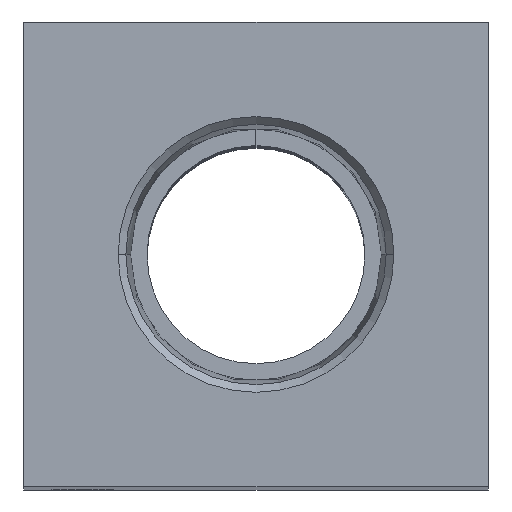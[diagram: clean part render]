
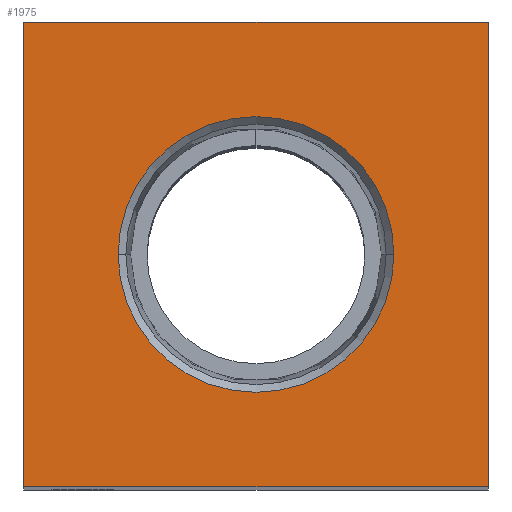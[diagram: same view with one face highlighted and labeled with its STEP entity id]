
A CAD part, top view. The second image highlights one B-rep face of the part: STEP entity #1975.
In plain terms, the highlighted planar face has unit normal (0, 0, 1).
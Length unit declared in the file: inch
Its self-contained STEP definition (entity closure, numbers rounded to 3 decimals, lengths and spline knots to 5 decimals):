
#15 = CARTESIAN_POINT ( 'NONE',  ( -0.75, -0.75, 2.875 ) ) ;
#67 = LINE ( 'NONE', #2732, #553 ) ;
#72 = CARTESIAN_POINT ( 'NONE',  ( -0.75, -0.75, 2.875 ) ) ;
#118 = DIRECTION ( 'NONE',  ( -1., 0., 0. ) ) ;
#151 = AXIS2_PLACEMENT_3D ( 'NONE', #2111, #2326, #1042 ) ;
#165 = EDGE_CURVE ( 'NONE', #2443, #471, #2219, .T. ) ;
#181 = EDGE_LOOP ( 'NONE', ( #2063, #2178 ) ) ;
#223 = VERTEX_POINT ( 'NONE', #1846 ) ;
#259 = DIRECTION ( 'NONE',  ( 0., 1., 0. ) ) ;
#469 = DIRECTION ( 'NONE',  ( 1., 0., 0. ) ) ;
#471 = VERTEX_POINT ( 'NONE', #711 ) ;
#477 = CARTESIAN_POINT ( 'NONE',  ( 0.75, -0.75, 2.875 ) ) ;
#553 = VECTOR ( 'NONE', #118, 39.37008 ) ;
#558 = EDGE_CURVE ( 'NONE', #223, #1399, #1723, .T. ) ;
#604 = ORIENTED_EDGE ( 'NONE', *, *, #2757, .T. ) ;
#711 = CARTESIAN_POINT ( 'NONE',  ( 0.44487, 0., 2.875 ) ) ;
#873 = CARTESIAN_POINT ( 'NONE',  ( -0.75, 0.75, 2.875 ) ) ;
#1042 = DIRECTION ( 'NONE',  ( 1., 0., 0. ) ) ;
#1095 = CARTESIAN_POINT ( 'NONE',  ( 0.75, 0.75, 2.875 ) ) ;
#1328 = EDGE_CURVE ( 'NONE', #471, #2443, #2416, .T. ) ;
#1399 = VERTEX_POINT ( 'NONE', #1095 ) ;
#1498 = PLANE ( 'NONE',  #151 ) ;
#1564 = EDGE_LOOP ( 'NONE', ( #604, #2690, #1895, #2020 ) ) ;
#1700 = VECTOR ( 'NONE', #469, 39.37008 ) ;
#1705 = VERTEX_POINT ( 'NONE', #72 ) ;
#1723 = LINE ( 'NONE', #477, #2605 ) ;
#1746 = DIRECTION ( 'NONE',  ( 1., 0., 0. ) ) ;
#1766 = DIRECTION ( 'NONE',  ( 0., 0., 1. ) ) ;
#1801 = CARTESIAN_POINT ( 'NONE',  ( 0., 0., 2.875 ) ) ;
#1825 = CARTESIAN_POINT ( 'NONE',  ( 0.75, -0.75, 2.875 ) ) ;
#1846 = CARTESIAN_POINT ( 'NONE',  ( 0.75, -0.75, 2.875 ) ) ;
#1860 = CARTESIAN_POINT ( 'NONE',  ( -0.44487, 0., 2.875 ) ) ;
#1886 = FACE_BOUND ( 'NONE', #181, .T. ) ;
#1888 = VECTOR ( 'NONE', #2458, 39.37008 ) ;
#1895 = ORIENTED_EDGE ( 'NONE', *, *, #558, .T. ) ;
#1954 = LINE ( 'NONE', #15, #1888 ) ;
#1975 = ADVANCED_FACE ( 'NONE', ( #1886, #2833 ), #1498, .T. ) ;
#2012 = EDGE_CURVE ( 'NONE', #1399, #2141, #67, .T. ) ;
#2020 = ORIENTED_EDGE ( 'NONE', *, *, #2012, .T. ) ;
#2063 = ORIENTED_EDGE ( 'NONE', *, *, #1328, .F. ) ;
#2068 = DIRECTION ( 'NONE',  ( 1., 0., 0. ) ) ;
#2074 = DIRECTION ( 'NONE',  ( 0., 0., 1. ) ) ;
#2110 = CARTESIAN_POINT ( 'NONE',  ( 0., 0., 2.875 ) ) ;
#2111 = CARTESIAN_POINT ( 'NONE',  ( 0., 0., 2.875 ) ) ;
#2141 = VERTEX_POINT ( 'NONE', #873 ) ;
#2178 = ORIENTED_EDGE ( 'NONE', *, *, #165, .F. ) ;
#2219 = CIRCLE ( 'NONE', #2593, 0.44487 ) ;
#2228 = LINE ( 'NONE', #1825, #1700 ) ;
#2326 = DIRECTION ( 'NONE',  ( 0., 0., 1. ) ) ;
#2357 = EDGE_CURVE ( 'NONE', #1705, #223, #2228, .T. ) ;
#2416 = CIRCLE ( 'NONE', #2699, 0.44487 ) ;
#2443 = VERTEX_POINT ( 'NONE', #1860 ) ;
#2458 = DIRECTION ( 'NONE',  ( 0., -1., 0. ) ) ;
#2593 = AXIS2_PLACEMENT_3D ( 'NONE', #2110, #2074, #2068 ) ;
#2605 = VECTOR ( 'NONE', #259, 39.37008 ) ;
#2690 = ORIENTED_EDGE ( 'NONE', *, *, #2357, .T. ) ;
#2699 = AXIS2_PLACEMENT_3D ( 'NONE', #1801, #1766, #1746 ) ;
#2732 = CARTESIAN_POINT ( 'NONE',  ( 0.75, 0.75, 2.875 ) ) ;
#2757 = EDGE_CURVE ( 'NONE', #2141, #1705, #1954, .T. ) ;
#2833 = FACE_OUTER_BOUND ( 'NONE', #1564, .T. ) ;
